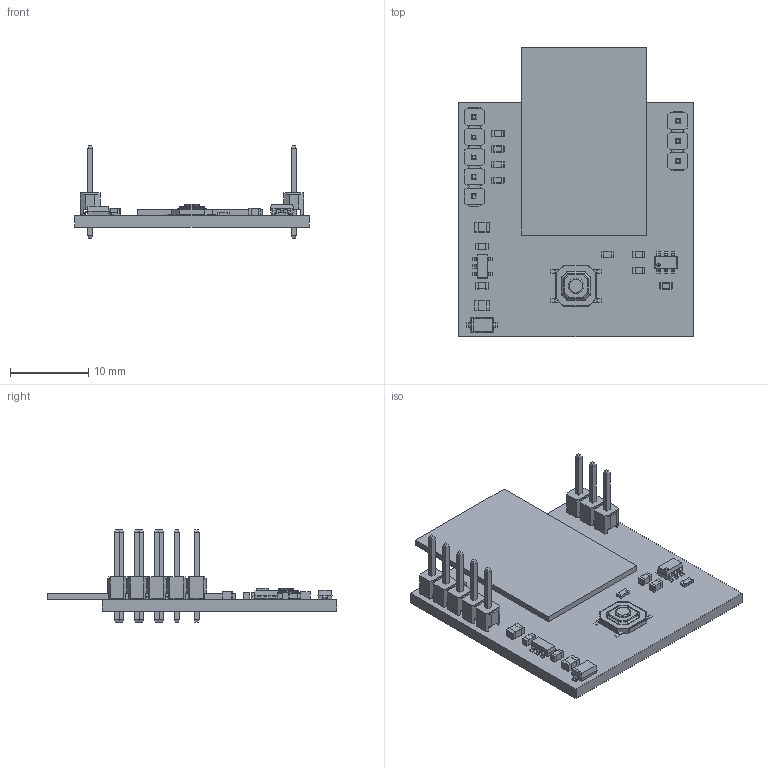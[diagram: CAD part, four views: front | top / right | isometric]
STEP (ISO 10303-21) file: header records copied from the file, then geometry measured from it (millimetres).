
FILE_DESCRIPTION(('Open CASCADE Model'),'2;1');
FILE_NAME('Open CASCADE Shape Model','2017-12-26T14:48:43',('Author'),( 'Open CASCADE'),'Open CASCADE STEP processor 6.8','Open CASCADE 6.8' ,'Unknown');
FILE_SCHEMA(('AUTOMOTIVE_DESIGN { 1 0 10303 214 1 1 1 1 }'));
Length unit declared in the file: millimetre
Products named in the file (32): PCB; Board; R5; User_Library-Chip_Resistor2; C3; User_Library-CAPC1608X09; C1; XP2; PLS-5; XP1; PLS-3; VD1; User_Library-SOD123-1; A1; 324089616; Extruded; DA1; circuitworks-sot-23-5; DD1; User_Library-SOT23-6-2; R1; C4; C2; User_Library-CAPC2013X10; C6; C7; C5; R2; R3; R4; SB1; User_Library-button1
Assembly tree (40 placements, depth 4):
  PCB
    Board
    R5
      User_Library-Chip_Resistor2
    C3
      User_Library-CAPC1608X09
    C1
      User_Library-CAPC1608X09
    XP2
      PLS-5
    XP1
      PLS-3
    VD1
      User_Library-SOD123-1
    A1
      324089616
        Extruded
    DA1
      circuitworks-sot-23-5
    DD1
      User_Library-SOT23-6-2
    R1
      User_Library-Chip_Resistor2
    C4
      User_Library-CAPC1608X09
    C2
      User_Library-CAPC2013X10
    C6
      User_Library-CAPC1608X09
    C7
      User_Library-CAPC2013X10
    C5
      User_Library-CAPC1608X09
    R2
      User_Library-Chip_Resistor2
    R3
      User_Library-Chip_Resistor2
    R4
      User_Library-Chip_Resistor2
    SB1
      User_Library-button1
Bounding box: 30 x 37 x 11.8 mm (x, y, z)
Volume: 1833.4 mm3; surface area: 3593.7 mm2
Topology: 25 solids, 25 shells, 1215 faces, 2964 edges, 1736 vertices
Faces by surface type: plane 729, cylinder 354, bspline 90, sphere 42
Full cylindrical faces by diameter (mm): 1 x8
Entity records: 74774 total; most frequent: CARTESIAN_POINT 31334, DIRECTION 7081, LINE 4657, VECTOR 4657, ORIENTED_EDGE 4136, PCURVE 4136, DEFINITIONAL_REPRESENTATION 4136, EDGE_CURVE 2068
